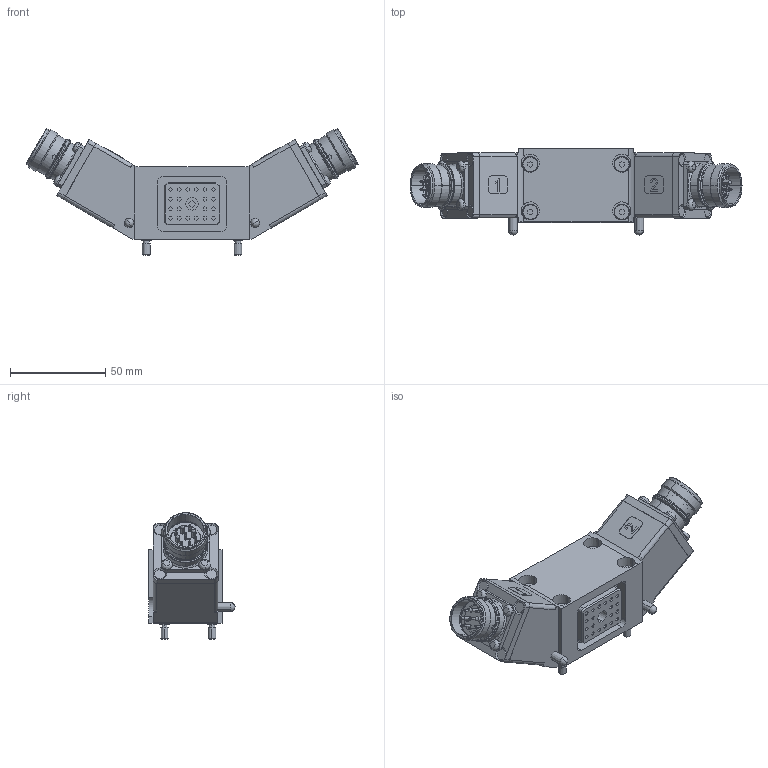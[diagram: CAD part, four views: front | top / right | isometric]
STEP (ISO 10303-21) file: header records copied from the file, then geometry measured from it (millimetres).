
FILE_DESCRIPTION (( 'STEP AP203' ), '1' );
FILE_NAME ('P1356.STEP', '2018-11-30T11:35:57', ( 'rsp' ), ( 'Hewlett-Packard Company' ), 'SwSTEP 2.0', 'SolidWorks 2017', '' );
FILE_SCHEMA (( 'CONFIG_CONTROL_DESIGN' ));
Length unit declared in the file: millimetre
Products named in the file (1): P1356
Bounding box: 173.96 x 45.15 x 66.47 mm (x, y, z)
Volume: 186143.4 mm3; surface area: 56519.1 mm2
Topology: 36 solids, 36 shells, 3709 faces, 10024 edges, 6548 vertices
Faces by surface type: plane 2362, cylinder 894, cone 252, bspline 141, torus 56, sphere 4
Entity records: 131465 total; most frequent: CARTESIAN_POINT 38147, ORIENTED_EDGE 19936, DIRECTION 18694, EDGE_CURVE 9968, VECTOR 6872, LINE 6872, VERTEX_POINT 6548, AXIS2_PLACEMENT_3D 5911
